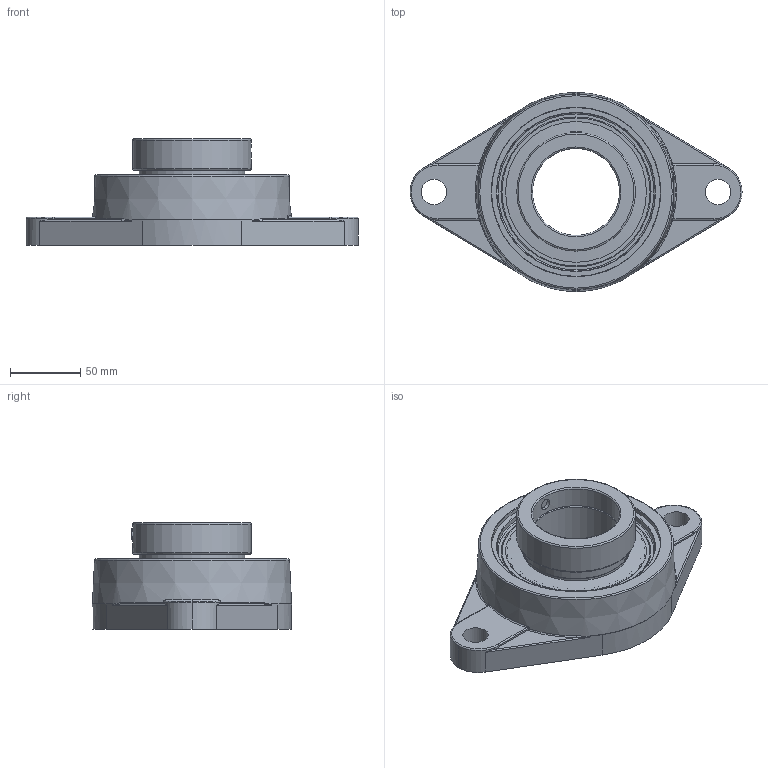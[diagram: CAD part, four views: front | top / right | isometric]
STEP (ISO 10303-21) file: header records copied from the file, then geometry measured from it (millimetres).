
FILE_DESCRIPTION(('HOOPS Exchange Step'),'2;1');
FILE_NAME('export-F0F7D0D7-3E06-4835-9DAE-6372CB6816DF.stp','2020-05-18T15:55:38-07:00',('dkerr'),('Alibre'),'HOOPS Exchange 2020.0','Alibre','Unknown authorisation');
FILE_SCHEMA( ('AP242_MANAGED_MODEL_BASED_3D_ENGINEERING_MIM_LF {1 0 10303 442 1 1 4 }') );
Length unit declared in the file: inch
Products named in the file (8): MRN SFTM L4L 212; SNC 212 (Ball Bearing); SNC 212 (Shield); SNC 212 (Setscrew); SNC 212-39 L4L (2.4375inch) (Race); SNC 212-39 (Collar); MRN SNC 212-39 L4L (2.4375inch); MRN SNCSFTM 212-39 L4L (2.4375inch)
Assembly tree (8 placements, depth 3):
  MRN SNCSFTM 212-39 L4L (2.4375inch)
    MRN SFTM L4L 212
    MRN SNC 212-39 L4L (2.4375inch)
      SNC 212 (Ball Bearing)
      SNC 212 (Shield)  x2
      SNC 212 (Setscrew)
      SNC 212-39 L4L (2.4375inch) (Race)
      SNC 212-39 (Collar)
Bounding box: 236 x 141.5 x 75.8 mm (x, y, z)
Volume: 581444.9 mm3; surface area: 155376.7 mm2
Topology: 17 solids, 17 shells, 171 faces, 457 edges, 297 vertices
Faces by surface type: plane 51, cylinder 48, torus 26, sphere 17, bspline 16, cone 13
Full cylindrical faces by diameter (mm): 8.382 x3, 18 x2, 61.912 x2, 72.034 x2, 74.93 x2, 75.565 x2, 76.327 x2, 84.201 x1, 93.935 x2, 100.076 x2, 112.635 x1, 114.635 x1, 120.1 x1
Entity records: 12132 total; most frequent: CARTESIAN_POINT 7872, DIRECTION 893, ORIENTED_EDGE 820, EDGE_CURVE 410, AXIS2_PLACEMENT_3D 389, VERTEX_POINT 283, CIRCLE 217, EDGE_LOOP 185
